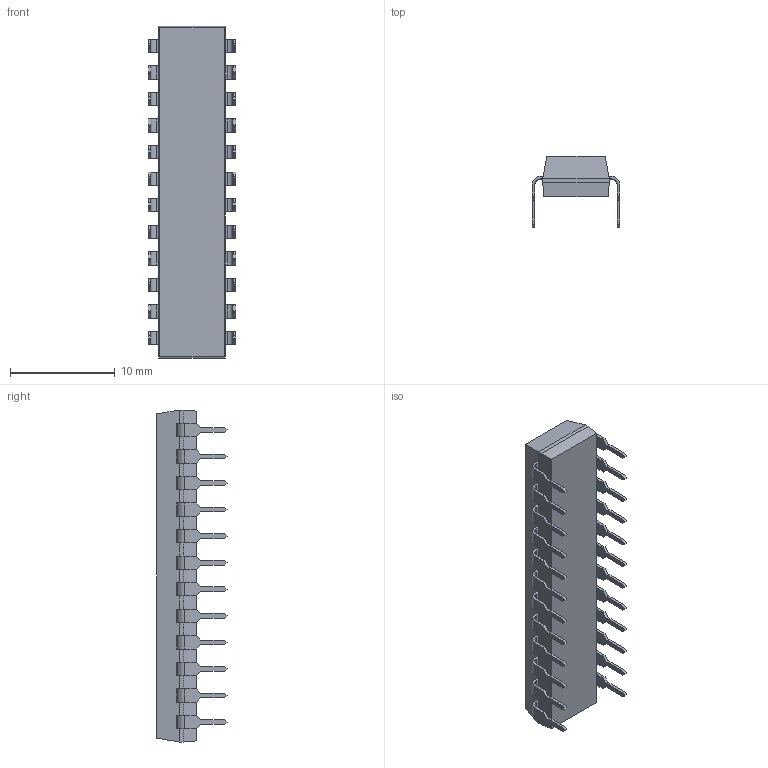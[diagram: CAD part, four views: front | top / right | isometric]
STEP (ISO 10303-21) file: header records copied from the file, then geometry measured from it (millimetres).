
FILE_DESCRIPTION (( 'STEP AP214' ), '1' );
FILE_NAME ('CircuitWorks-SDIP24.STEP', '2018-12-24T06:20:56', ( '' ), ( '' ), 'SwSTEP 2.0', 'SolidWorks 2018', '' );
FILE_SCHEMA (( 'AUTOMOTIVE_DESIGN' ));
Length unit declared in the file: inch
Products named in the file (1): CircuitWorks-SDIP24
Bounding box: 8.38 x 6.76 x 31.75 mm (x, y, z)
Volume: 758.4 mm3; surface area: 933.8 mm2
Topology: 1 solids, 1 shells, 355 faces, 1003 edges, 650 vertices
Faces by surface type: plane 305, cylinder 50
Entity records: 11556 total; most frequent: CARTESIAN_POINT 2009, ORIENTED_EDGE 2006, DIRECTION 1815, EDGE_CURVE 1003, LINE 903, VECTOR 903, VERTEX_POINT 650, AXIS2_PLACEMENT_3D 456
